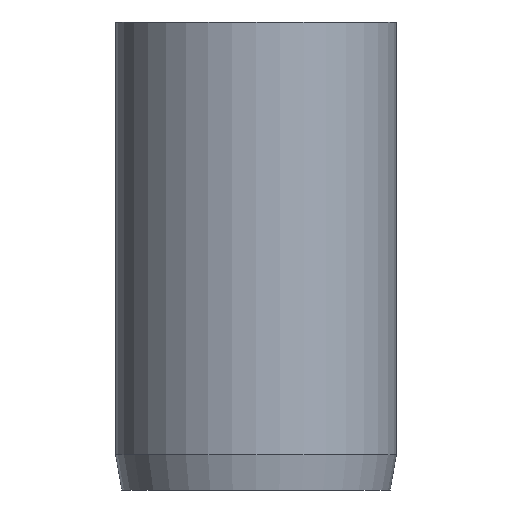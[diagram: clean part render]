
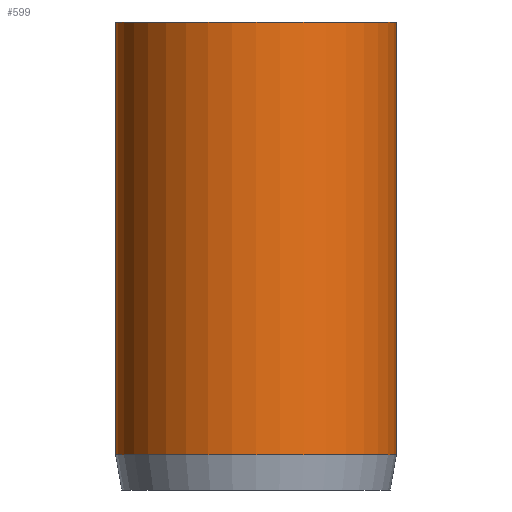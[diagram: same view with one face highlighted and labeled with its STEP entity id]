
A CAD part, front view. The second image highlights one B-rep face of the part: STEP entity #599.
In plain terms, the highlighted cylindrical face has radius 6 mm (diameter 12 mm), a partial arc.
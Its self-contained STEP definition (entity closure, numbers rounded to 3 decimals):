
#55 = CARTESIAN_POINT ( 'NONE',  ( 6., 0., 20. ) ) ;
#66 = ORIENTED_EDGE ( 'NONE', *, *, #890, .T. ) ;
#69 = DIRECTION ( 'NONE',  ( 1., 0., 0. ) ) ;
#99 = CIRCLE ( 'NONE', #173, 6. ) ;
#110 = CYLINDRICAL_SURFACE ( 'NONE', #672, 6. ) ;
#126 = DIRECTION ( 'NONE',  ( 0., 0., 1. ) ) ;
#142 = DIRECTION ( 'NONE',  ( 0., 0., 1. ) ) ;
#151 = CARTESIAN_POINT ( 'NONE',  ( 0., 0., 1.5 ) ) ;
#157 = VERTEX_POINT ( 'NONE', #55 ) ;
#173 = AXIS2_PLACEMENT_3D ( 'NONE', #151, #142, #69 ) ;
#197 = ORIENTED_EDGE ( 'NONE', *, *, #366, .T. ) ;
#244 = EDGE_CURVE ( 'NONE', #925, #157, #1094, .T. ) ;
#246 = DIRECTION ( 'NONE',  ( 0., 0., -1. ) ) ;
#250 = CARTESIAN_POINT ( 'NONE',  ( -6., 0., 1.5 ) ) ;
#270 = DIRECTION ( 'NONE',  ( -1., 0., 0. ) ) ;
#366 = EDGE_CURVE ( 'NONE', #832, #611, #99, .T. ) ;
#443 = DIRECTION ( 'NONE',  ( 0., 0., -1. ) ) ;
#451 = LINE ( 'NONE', #867, #692 ) ;
#462 = CARTESIAN_POINT ( 'NONE',  ( 6., 0., 1.5 ) ) ;
#507 = CARTESIAN_POINT ( 'NONE',  ( 0., 0., 20. ) ) ;
#578 = VECTOR ( 'NONE', #443, 1000. ) ;
#590 = FACE_OUTER_BOUND ( 'NONE', #794, .T. ) ;
#599 = ADVANCED_FACE ( 'NONE', ( #590 ), #110, .T. ) ;
#611 = VERTEX_POINT ( 'NONE', #462 ) ;
#672 = AXIS2_PLACEMENT_3D ( 'NONE', #1071, #982, #270 ) ;
#692 = VECTOR ( 'NONE', #246, 1000. ) ;
#698 = ORIENTED_EDGE ( 'NONE', *, *, #244, .F. ) ;
#775 = EDGE_CURVE ( 'NONE', #157, #611, #451, .T. ) ;
#784 = CARTESIAN_POINT ( 'NONE',  ( -6., 0., 20. ) ) ;
#794 = EDGE_LOOP ( 'NONE', ( #1037, #698, #66, #197 ) ) ;
#832 = VERTEX_POINT ( 'NONE', #250 ) ;
#867 = CARTESIAN_POINT ( 'NONE',  ( 6., 0., 20. ) ) ;
#890 = EDGE_CURVE ( 'NONE', #925, #832, #1062, .T. ) ;
#925 = VERTEX_POINT ( 'NONE', #966 ) ;
#941 = DIRECTION ( 'NONE',  ( 1., 0., 0. ) ) ;
#966 = CARTESIAN_POINT ( 'NONE',  ( -6., 0., 20. ) ) ;
#982 = DIRECTION ( 'NONE',  ( 0., 0., -1. ) ) ;
#1027 = AXIS2_PLACEMENT_3D ( 'NONE', #507, #126, #941 ) ;
#1037 = ORIENTED_EDGE ( 'NONE', *, *, #775, .F. ) ;
#1062 = LINE ( 'NONE', #784, #578 ) ;
#1071 = CARTESIAN_POINT ( 'NONE',  ( 0., 0., 20. ) ) ;
#1094 = CIRCLE ( 'NONE', #1027, 6. ) ;
